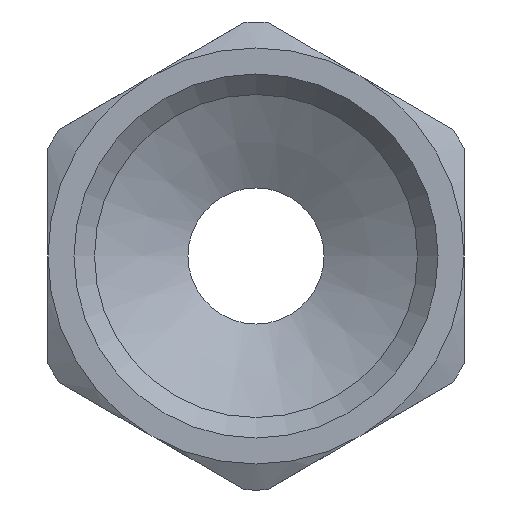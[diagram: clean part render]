
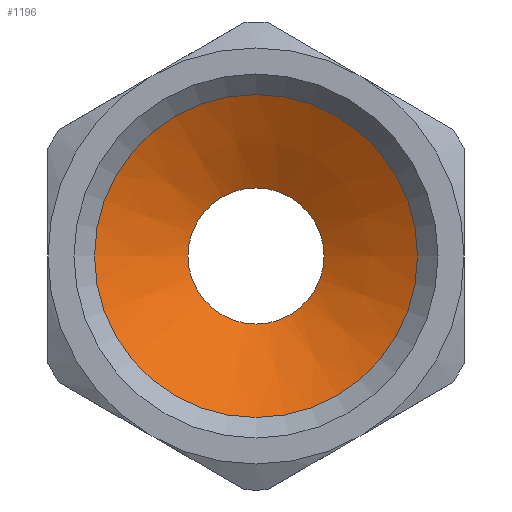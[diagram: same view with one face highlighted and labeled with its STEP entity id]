
A CAD part, left-side view. The second image highlights one B-rep face of the part: STEP entity #1196.
In plain terms, the highlighted conical face has half-angle 60 degrees and reference radius 6.62 mm.
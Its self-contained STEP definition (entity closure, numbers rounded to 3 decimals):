
#141=CARTESIAN_POINT('',(22.112,3.925,0.0));
#142=VERTEX_POINT('',#141);
#143=CARTESIAN_POINT('',(22.112,0.0,0.0));
#144=DIRECTION('',(1.0,0.0,0.0));
#145=DIRECTION('',(0.0,1.0,0.0));
#146=AXIS2_PLACEMENT_3D('',#143,#144,#145);
#147=CIRCLE('',#146,3.925);
#148=EDGE_CURVE('',#142,#142,#147,.T.);
#1177=CARTESIAN_POINT('',(20.556,0.0,0.0));
#1178=DIRECTION('',(-1.0,0.0,0.0));
#1179=DIRECTION('',(0.0,1.0,0.0));
#1180=AXIS2_PLACEMENT_3D('',#1177,#1178,#1179);
#1181=CONICAL_SURFACE('',#1180,6.62,60.);
#1182=CARTESIAN_POINT('',(19.0,9.316,0.0));
#1183=VERTEX_POINT('',#1182);
#1184=CARTESIAN_POINT('',(19.0,0.0,0.0));
#1185=DIRECTION('',(1.0,0.0,0.0));
#1186=DIRECTION('',(0.0,1.0,0.0));
#1187=AXIS2_PLACEMENT_3D('',#1184,#1185,#1186);
#1188=CIRCLE('',#1187,9.316);
#1189=EDGE_CURVE('',#1183,#1183,#1188,.T.);
#1190=ORIENTED_EDGE('',*,*,#1189,.F.);
#1191=EDGE_LOOP('',(#1190));
#1192=FACE_OUTER_BOUND('',#1191,.T.);
#1193=ORIENTED_EDGE('',*,*,#148,.T.);
#1194=EDGE_LOOP('',(#1193));
#1195=FACE_BOUND('',#1194,.T.);
#1196=ADVANCED_FACE('',(#1192,#1195),#1181,.F.);
